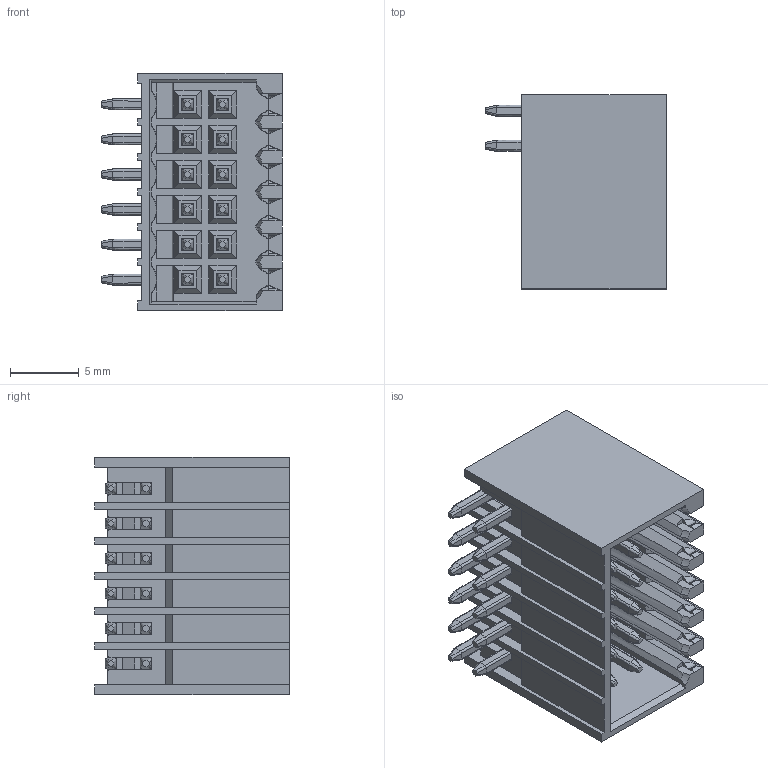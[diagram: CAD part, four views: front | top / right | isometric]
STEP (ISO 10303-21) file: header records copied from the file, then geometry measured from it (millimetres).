
FILE_DESCRIPTION( ('This file contains a STEP AP42 implementation' ,'as created by ZW3D STEP Interface translator.') ,'2;1' );
FILE_NAME( 'WJ15EDGRHSC-2.54×°Åä.stp' ,'23 727. 84329', (''), ('ZWCAD Software Co.'), 'Version 1.0', 'ZW3D to STEP translator', '' );
FILE_SCHEMA(('AUTOMOTIVE_DESIGN'));
Length unit declared in the file: millimetre
Products named in the file (2): 0; WJ15EDGRHSC-2.54蚾饜
Bounding box: 13.1 x 14.1 x 17.2 mm (x, y, z)
Volume: 1134.4 mm3; surface area: 2750.9 mm2
Topology: 1 solids, 1 shells, 1142 faces, 3277 edges, 2053 vertices
Faces by surface type: bspline 1142
Entity records: 40982 total; most frequent: CARTESIAN_POINT 20692, ORIENTED_EDGE 6554, EDGE_CURVE 3277, B_SPLINE_CURVE_WITH_KNOTS 2893, VERTEX_POINT 2053, EDGE_LOOP 1178, FACE_OUTER_BOUND 1142, ADVANCED_FACE 1142
